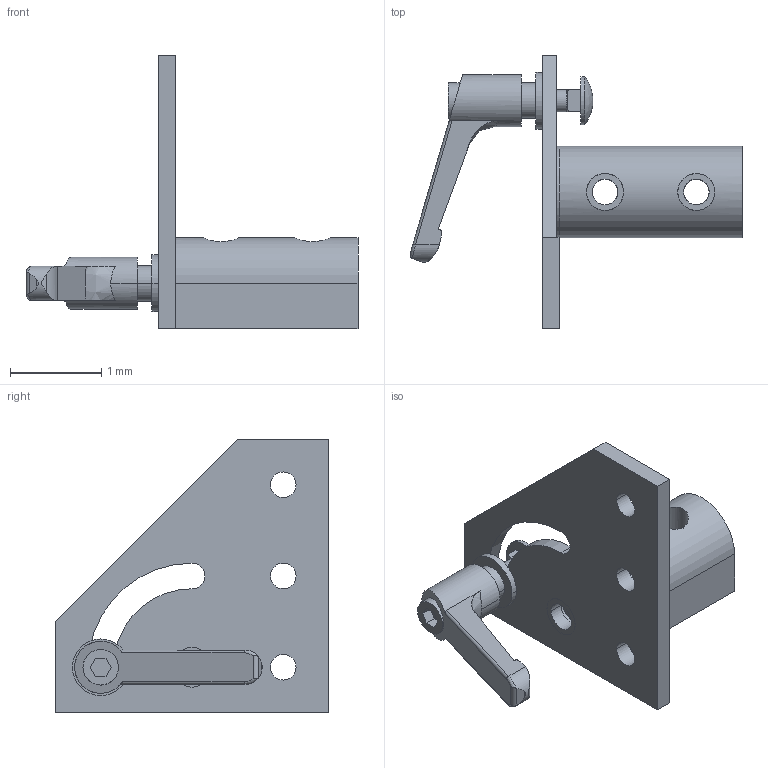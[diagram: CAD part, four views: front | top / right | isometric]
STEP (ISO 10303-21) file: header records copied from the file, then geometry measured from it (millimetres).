
FILE_DESCRIPTION((''),'2;1');
FILE_NAME('10HI8357.stp','2015-07-14T08:13:10',(''),(''),'Mechanical Desktop 2011','Mechanical Desktop 2011',', , ');
FILE_SCHEMA(('CONFIG_CONTROL_DESIGN'));
Length unit declared in the file: millimetre
Products named in the file (1): Product
Bounding box: 3.64 x 3 x 3 mm (x, y, z)
Volume: 3.1 mm3; surface area: 35.7 mm2
Topology: 7 solids, 7 shells, 117 faces, 284 edges, 187 vertices
Faces by surface type: cylinder 58, plane 39, bspline 17, cone 2, sphere 1
Entity records: 4263 total; most frequent: CARTESIAN_POINT 1408, ORIENTED_EDGE 564, DIRECTION 562, EDGE_CURVE 282, AXIS2_PLACEMENT_3D 215, VERTEX_POINT 187, EDGE_LOOP 151, VECTOR 132
